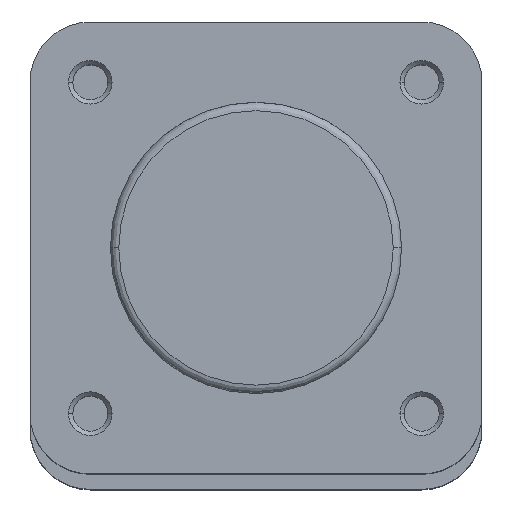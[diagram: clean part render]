
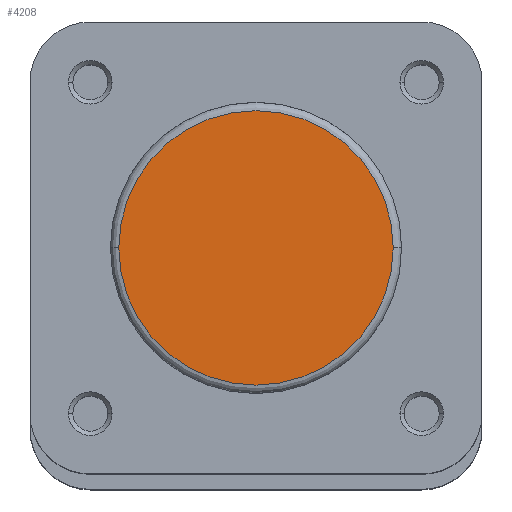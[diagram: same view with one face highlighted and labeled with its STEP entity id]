
A CAD part, top view. The second image highlights one B-rep face of the part: STEP entity #4208.
In plain terms, the highlighted planar face has unit normal (0, 0, 1).
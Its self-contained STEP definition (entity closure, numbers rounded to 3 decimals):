
#109 = EDGE_CURVE ( 'NONE', #2890, #2926, #2584, .T. ) ;
#137 = EDGE_CURVE ( 'NONE', #2926, #2890, #2628, .T. ) ;
#462 = CARTESIAN_POINT ( 'NONE',  ( 16.4, 0., 0. ) ) ;
#498 = CARTESIAN_POINT ( 'NONE',  ( -16.4, 0., 0. ) ) ;
#950 = PLANE ( 'NONE',  #4707 ) ;
#954 = CARTESIAN_POINT ( 'NONE',  ( 0., 17.4, 0. ) ) ;
#962 = DIRECTION ( 'NONE',  ( 0., 0., -1. ) ) ;
#963 = DIRECTION ( 'NONE',  ( -1., 0., 0. ) ) ;
#1628 = AXIS2_PLACEMENT_3D ( 'NONE', #3148, #3156, #3157 ) ;
#1630 = AXIS2_PLACEMENT_3D ( 'NONE', #3087, #3088, #3089 ) ;
#2094 = EDGE_LOOP ( 'NONE', ( #2433, #2432 ) ) ;
#2432 = ORIENTED_EDGE ( 'NONE', *, *, #109, .T. ) ;
#2433 = ORIENTED_EDGE ( 'NONE', *, *, #137, .T. ) ;
#2584 = CIRCLE ( 'NONE', #1630, 16.4 ) ;
#2628 = CIRCLE ( 'NONE', #1628, 16.4 ) ;
#2890 = VERTEX_POINT ( 'NONE', #462 ) ;
#2926 = VERTEX_POINT ( 'NONE', #498 ) ;
#3087 = CARTESIAN_POINT ( 'NONE',  ( 0., 0., 0. ) ) ;
#3088 = DIRECTION ( 'NONE',  ( 0., 0., 1. ) ) ;
#3089 = DIRECTION ( 'NONE',  ( -1., 0., 0. ) ) ;
#3148 = CARTESIAN_POINT ( 'NONE',  ( 0., 0., 0. ) ) ;
#3156 = DIRECTION ( 'NONE',  ( 0., 0., 1. ) ) ;
#3157 = DIRECTION ( 'NONE',  ( -1., 0., 0. ) ) ;
#4208 = ADVANCED_FACE ( 'NONE', ( #4419 ), #950, .F. ) ;
#4419 = FACE_OUTER_BOUND ( 'NONE', #2094, .T. ) ;
#4707 = AXIS2_PLACEMENT_3D ( 'NONE', #954, #962, #963 ) ;
